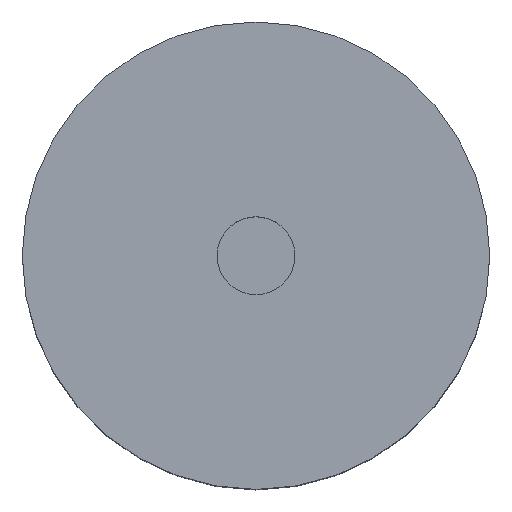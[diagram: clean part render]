
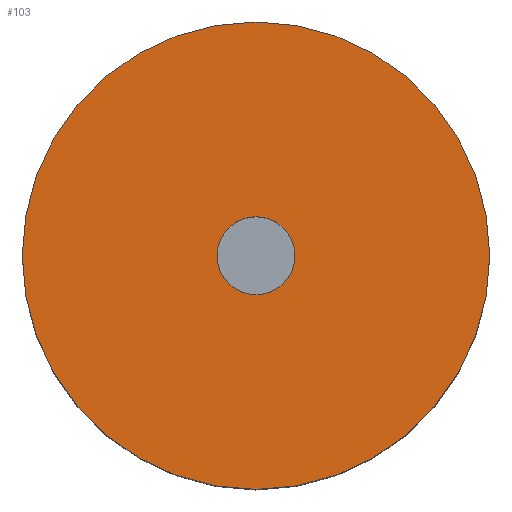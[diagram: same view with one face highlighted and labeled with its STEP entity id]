
A CAD part, top view. The second image highlights one B-rep face of the part: STEP entity #103.
In plain terms, the highlighted planar face has unit normal (0, 0, 1).
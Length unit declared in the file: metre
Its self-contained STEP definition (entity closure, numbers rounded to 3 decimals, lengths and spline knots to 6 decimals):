
#12=PLANE('',#184);
#19=ORIENTED_EDGE('',*,*,#35,.F.);
#20=ORIENTED_EDGE('',*,*,#33,.T.);
#33=EDGE_CURVE('',#41,#41,#49,.T.);
#35=EDGE_CURVE('',#43,#43,#51,.T.);
#41=VERTEX_POINT('',#237);
#43=VERTEX_POINT('',#242);
#49=CIRCLE('',#182,0.006);
#51=CIRCLE('',#185,0.001);
#59=EDGE_LOOP('',(#19));
#60=EDGE_LOOP('',(#20));
#75=FACE_BOUND('',#59,.T.);
#76=FACE_BOUND('',#60,.T.);
#103=ADVANCED_FACE('Face appearance 1',(#75,#76),#12,.T.);
#182=AXIS2_PLACEMENT_3D('',#236,#202,#203);
#184=AXIS2_PLACEMENT_3D('',#240,#206,#207);
#185=AXIS2_PLACEMENT_3D('',#241,#208,#209);
#202=DIRECTION('',(0.,0.,1.));
#203=DIRECTION('',(1.,0.,0.));
#206=DIRECTION('',(0.,0.,1.));
#207=DIRECTION('',(1.,0.,0.));
#208=DIRECTION('',(0.,0.,1.));
#209=DIRECTION('',(1.,0.,0.));
#236=CARTESIAN_POINT('',(0.,0.,0.0085));
#237=CARTESIAN_POINT('',(0.006,0.,0.0085));
#240=CARTESIAN_POINT('',(0.,0.,0.0085));
#241=CARTESIAN_POINT('',(0.,0.,0.0085));
#242=CARTESIAN_POINT('',(0.001,0.,0.0085));
